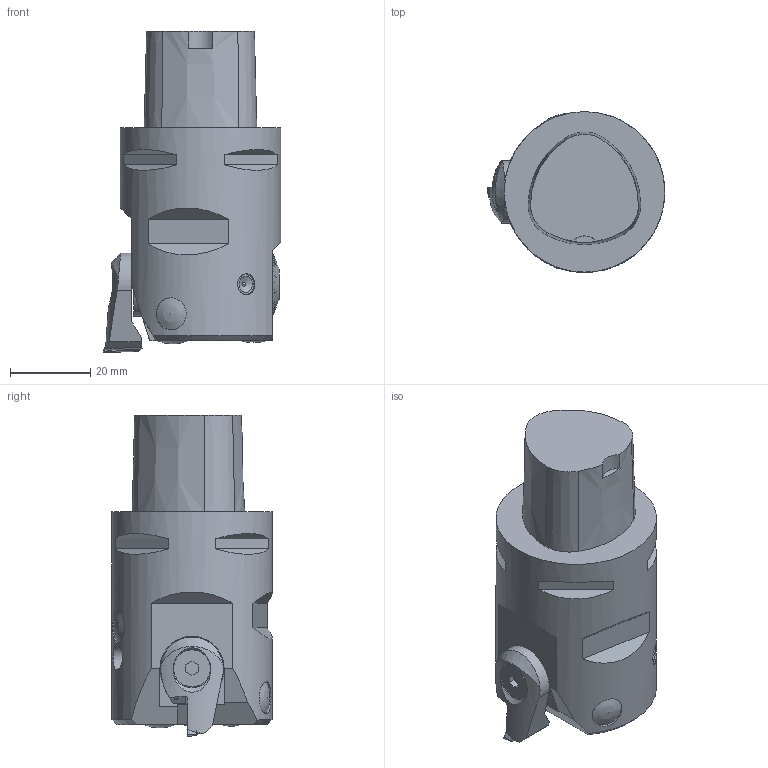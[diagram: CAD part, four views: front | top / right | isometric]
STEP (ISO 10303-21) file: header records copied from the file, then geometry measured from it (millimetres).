
FILE_DESCRIPTION(/* description */ (''),/* implementation_level */ '2;1');
FILE_NAME(/* name */ '1566907131358.stp',/* time_stamp */ '2019-08-27T13:58:58+02:00',/* author */ (''),/* organization */ ('SMS'),/* preprocessor_version */ 'ST-DEVELOPER v16.7',/* originating_system */ 'SIEMENS PLM Software NX 12.0',/* authorisation */ '');
FILE_SCHEMA (('AUTOMOTIVE_DESIGN { 1 0 10303 214 3 1 1 1 }'));
Length unit declared in the file: millimetre
Products named in the file (7): IsoTurningInsert; ASSEMBLY_CONSTRUCTION; 202216006mod000_00; 111166038mod000_01; 111169176mod000_01; 111165148mod000_01
Assembly tree (6 placements, depth 3):
  111165148mod000_01
    111166038mod000_01
    111169176mod000_01
      202216006mod000_00
      ASSEMBLY_CONSTRUCTION
      IsoTurningInsert
    ASSEMBLY_CONSTRUCTION
Bounding box: 44.25 x 40 x 80 mm (x, y, z)
Volume: 5428.3 mm3; surface area: 14891.8 mm2
Topology: 3 solids, 4 shells, 412 faces, 1163 edges, 785 vertices
Faces by surface type: plane 289, cone 77, cylinder 35, sphere 7, torus 4
Full cylindrical faces by diameter (mm): 1 x2, 2.5 x2, 3.6 x1, 5 x1, 5.015 x3, 5.25 x1, 6 x1, 6.1 x1, 7.54 x1, 8.015 x1, 8.018 x1, 9.2 x1, 16 x2, 40 x1
Entity records: 13714 total; most frequent: CARTESIAN_POINT 3477, ORIENTED_EDGE 2176, DIRECTION 1883, EDGE_CURVE 1088, VERTEX_POINT 742, AXIS2_PLACEMENT_3D 657, LINE 569, VECTOR 569
